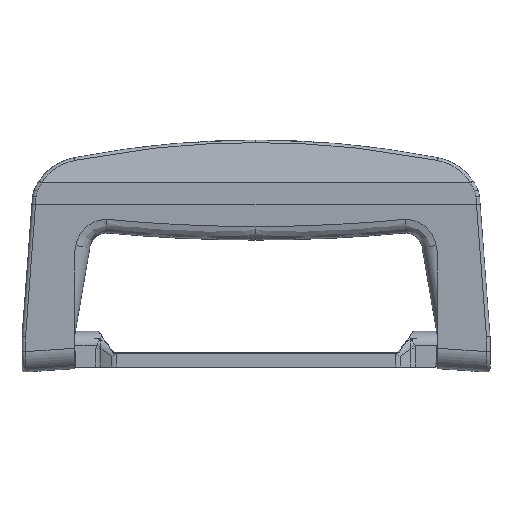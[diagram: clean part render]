
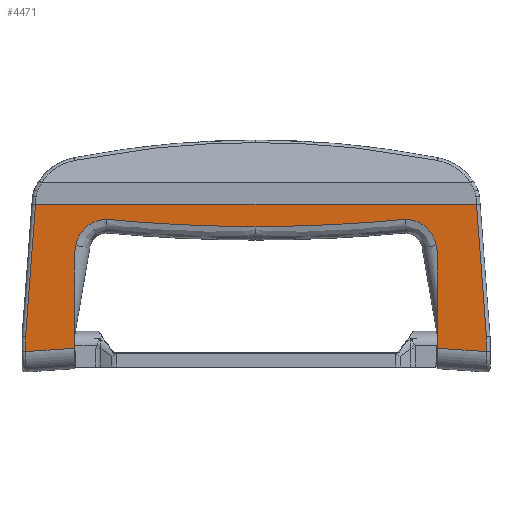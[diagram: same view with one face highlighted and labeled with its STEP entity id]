
A CAD part, top view. The second image highlights one B-rep face of the part: STEP entity #4471.
In plain terms, the highlighted planar face has unit normal (0, -0.053, 0.999).
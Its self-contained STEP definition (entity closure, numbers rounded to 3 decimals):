
#73=PLANE('',#4853);
#177=ELLIPSE('',#4759,438.619,438.);
#178=ELLIPSE('',#4760,8.837,8.825);
#201=ELLIPSE('',#4854,8.837,8.825);
#202=ELLIPSE('',#4855,438.619,438.);
#499=FACE_OUTER_BOUND('',#769,.T.);
#769=EDGE_LOOP('',(#3366,#3367,#3368,#3369,#3370,#3371,#3372,#3373,#3374,
#3375,#3376,#3377,#3378,#3379,#3380));
#998=LINE('',#6737,#1324);
#1000=LINE('',#6807,#1326);
#1046=LINE('',#7198,#1372);
#1049=LINE('',#7270,#1375);
#1059=LINE('',#7297,#1385);
#1102=LINE('',#7591,#1428);
#1105=LINE('',#7653,#1431);
#1106=LINE('',#7656,#1432);
#1107=LINE('',#7658,#1433);
#1108=LINE('',#7660,#1434);
#1109=LINE('',#7662,#1435);
#1324=VECTOR('',#5281,37.247);
#1326=VECTOR('',#5305,4.152);
#1372=VECTOR('',#5449,2.114);
#1375=VECTOR('',#5464,13.732);
#1385=VECTOR('',#5498,26.727);
#1428=VECTOR('',#5657,37.247);
#1431=VECTOR('',#5684,123.436);
#1432=VECTOR('',#5687,4.152);
#1433=VECTOR('',#5688,13.732);
#1434=VECTOR('',#5689,26.727);
#1435=VECTOR('',#5690,2.114);
#1851=VERTEX_POINT('',#6734);
#1852=VERTEX_POINT('',#6736);
#1857=VERTEX_POINT('',#6806);
#1905=VERTEX_POINT('',#7130);
#1906=VERTEX_POINT('',#7150);
#1907=VERTEX_POINT('',#7189);
#1909=VERTEX_POINT('',#7195);
#1913=VERTEX_POINT('',#7269);
#1985=VERTEX_POINT('',#7588);
#1986=VERTEX_POINT('',#7590);
#1989=VERTEX_POINT('',#7655);
#1990=VERTEX_POINT('',#7657);
#1991=VERTEX_POINT('',#7659);
#1992=VERTEX_POINT('',#7661);
#1993=VERTEX_POINT('',#7663);
#2299=EDGE_CURVE('',#1852,#1851,#998,.T.);
#2310=EDGE_CURVE('',#1857,#1852,#1000,.T.);
#2384=EDGE_CURVE('',#1906,#1905,#177,.T.);
#2386=EDGE_CURVE('',#1905,#1907,#178,.T.);
#2390=EDGE_CURVE('',#1907,#1909,#1046,.T.);
#2397=EDGE_CURVE('',#1913,#1857,#1049,.T.);
#2411=EDGE_CURVE('',#1909,#1913,#1059,.T.);
#2501=EDGE_CURVE('',#1985,#1986,#1102,.T.);
#2512=EDGE_CURVE('',#1851,#1986,#1105,.T.);
#2513=EDGE_CURVE('',#1989,#1985,#1106,.T.);
#2514=EDGE_CURVE('',#1990,#1989,#1107,.T.);
#2515=EDGE_CURVE('',#1991,#1990,#1108,.T.);
#2516=EDGE_CURVE('',#1992,#1991,#1109,.T.);
#2517=EDGE_CURVE('',#1993,#1992,#201,.T.);
#2518=EDGE_CURVE('',#1906,#1993,#202,.T.);
#3366=ORIENTED_EDGE('',*,*,#2501,.F.);
#3367=ORIENTED_EDGE('',*,*,#2513,.F.);
#3368=ORIENTED_EDGE('',*,*,#2514,.F.);
#3369=ORIENTED_EDGE('',*,*,#2515,.F.);
#3370=ORIENTED_EDGE('',*,*,#2516,.F.);
#3371=ORIENTED_EDGE('',*,*,#2517,.F.);
#3372=ORIENTED_EDGE('',*,*,#2518,.F.);
#3373=ORIENTED_EDGE('',*,*,#2384,.T.);
#3374=ORIENTED_EDGE('',*,*,#2386,.T.);
#3375=ORIENTED_EDGE('',*,*,#2390,.T.);
#3376=ORIENTED_EDGE('',*,*,#2411,.T.);
#3377=ORIENTED_EDGE('',*,*,#2397,.T.);
#3378=ORIENTED_EDGE('',*,*,#2310,.T.);
#3379=ORIENTED_EDGE('',*,*,#2299,.T.);
#3380=ORIENTED_EDGE('',*,*,#2512,.T.);
#4471=ADVANCED_FACE('',(#499),#73,.F.);
#4759=AXIS2_PLACEMENT_3D('',#7151,#5437,#5438);
#4760=AXIS2_PLACEMENT_3D('',#7190,#5439,#5440);
#4853=AXIS2_PLACEMENT_3D('',#7654,#5685,#5686);
#4854=AXIS2_PLACEMENT_3D('',#7664,#5691,#5692);
#4855=AXIS2_PLACEMENT_3D('',#7665,#5693,#5694);
#5281=DIRECTION('',(-0.075,0.996,0.053));
#5305=DIRECTION('',(0.,0.999,0.053));
#5437=DIRECTION('center_axis',(0.,-0.053,0.999));
#5438=DIRECTION('ref_axis',(0.,-0.999,-0.053));
#5439=DIRECTION('center_axis',(0.,0.053,-0.999));
#5440=DIRECTION('ref_axis',(0.,0.999,0.053));
#5449=DIRECTION('',(0.169,-0.984,-0.052));
#5464=DIRECTION('',(0.998,-0.068,-0.004));
#5498=DIRECTION('',(0.,-0.999,-0.053));
#5657=DIRECTION('',(0.075,0.996,0.053));
#5684=DIRECTION('',(-1.,0.,0.));
#5685=DIRECTION('center_axis',(0.,0.053,-0.999));
#5686=DIRECTION('ref_axis',(0.,-0.999,-0.053));
#5687=DIRECTION('',(0.,0.999,0.053));
#5688=DIRECTION('',(-0.998,-0.068,-0.004));
#5689=DIRECTION('',(0.,-0.999,-0.053));
#5690=DIRECTION('',(-0.169,-0.984,-0.052));
#5691=DIRECTION('center_axis',(0.,-0.053,0.999));
#5692=DIRECTION('ref_axis',(0.,0.999,0.053));
#5693=DIRECTION('center_axis',(0.,0.053,-0.999));
#5694=DIRECTION('ref_axis',(0.,-0.999,-0.053));
#6734=CARTESIAN_POINT('',(61.718,47.,8.75));
#6736=CARTESIAN_POINT('',(64.5,9.909,6.777));
#6737=CARTESIAN_POINT('',(61.454,50.523,8.937));
#6806=CARTESIAN_POINT('',(64.5,5.763,6.557));
#6807=CARTESIAN_POINT('',(64.5,23.102,7.479));
#7130=CARTESIAN_POINT('',(41.87,42.793,8.526));
#7150=CARTESIAN_POINT('',(0.,40.788,8.42));
#7151=CARTESIAN_POINT('Origin',(0.,478.788,31.717));
#7189=CARTESIAN_POINT('',(50.442,35.466,8.136));
#7190=CARTESIAN_POINT('Origin',(41.745,33.97,8.057));
#7195=CARTESIAN_POINT('',(50.8,33.385,8.026));
#7198=CARTESIAN_POINT('',(50.918,32.697,7.989));
#7269=CARTESIAN_POINT('',(50.8,6.695,6.606));
#7270=CARTESIAN_POINT('',(31.704,7.994,6.675));
#7297=CARTESIAN_POINT('',(50.8,23.833,7.518));
#7588=CARTESIAN_POINT('',(-64.5,9.909,6.777));
#7590=CARTESIAN_POINT('',(-61.718,47.,8.75));
#7591=CARTESIAN_POINT('',(-61.454,50.523,8.937));
#7653=CARTESIAN_POINT('',(32.75,47.,8.75));
#7654=CARTESIAN_POINT('Origin',(0.,47.,8.75));
#7655=CARTESIAN_POINT('',(-64.5,5.763,6.557));
#7656=CARTESIAN_POINT('',(-64.5,23.102,7.479));
#7657=CARTESIAN_POINT('',(-50.8,6.695,6.606));
#7658=CARTESIAN_POINT('',(-31.704,7.994,6.675));
#7659=CARTESIAN_POINT('',(-50.8,33.385,8.026));
#7660=CARTESIAN_POINT('',(-50.8,23.833,7.518));
#7661=CARTESIAN_POINT('',(-50.442,35.466,8.136));
#7662=CARTESIAN_POINT('',(-50.918,32.697,7.989));
#7663=CARTESIAN_POINT('',(-41.87,42.793,8.526));
#7664=CARTESIAN_POINT('Origin',(-41.745,33.97,8.057));
#7665=CARTESIAN_POINT('Origin',(0.,478.788,31.717));
